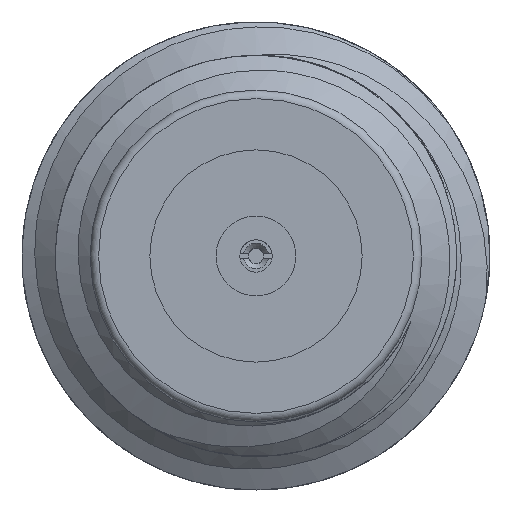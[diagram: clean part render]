
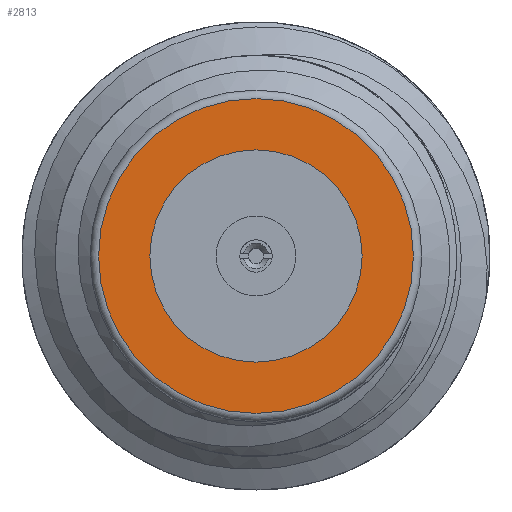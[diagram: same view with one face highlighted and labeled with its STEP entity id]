
A CAD part, left-side view. The second image highlights one B-rep face of the part: STEP entity #2813.
In plain terms, the highlighted planar face has unit normal (-1, 0, 0).
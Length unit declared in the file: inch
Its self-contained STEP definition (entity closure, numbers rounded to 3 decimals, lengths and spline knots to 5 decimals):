
#13 = CIRCLE ( 'NONE', #2191, 0.0927 ) ;
#223 = CARTESIAN_POINT ( 'NONE',  ( 0.00443, 0.0625, 0. ) ) ;
#292 = AXIS2_PLACEMENT_3D ( 'NONE', #1491, #810, #3028 ) ;
#294 = DIRECTION ( 'NONE',  ( 0., 0., 1. ) ) ;
#426 = ORIENTED_EDGE ( 'NONE', *, *, #3467, .T. ) ;
#785 = DIRECTION ( 'NONE',  ( 0., -1., 0. ) ) ;
#810 = DIRECTION ( 'NONE',  ( 1., 0., 0. ) ) ;
#1130 = CARTESIAN_POINT ( 'NONE',  ( 0.00443, 0., 0. ) ) ;
#1229 = EDGE_LOOP ( 'NONE', ( #426 ) ) ;
#1299 = CIRCLE ( 'NONE', #292, 0.0625 ) ;
#1491 = CARTESIAN_POINT ( 'NONE',  ( 0.00443, 0., 0. ) ) ;
#1770 = EDGE_CURVE ( 'NONE', #2561, #2561, #13, .T. ) ;
#2191 = AXIS2_PLACEMENT_3D ( 'NONE', #1130, #2952, #785 ) ;
#2531 = FACE_BOUND ( 'NONE', #1229, .T. ) ;
#2561 = VERTEX_POINT ( 'NONE', #4354 ) ;
#2813 = ADVANCED_FACE ( 'NONE', ( #2531, #2826 ), #4008, .T. ) ;
#2826 = FACE_OUTER_BOUND ( 'NONE', #4429, .T. ) ;
#2943 = AXIS2_PLACEMENT_3D ( 'NONE', #223, #3598, #294 ) ;
#2952 = DIRECTION ( 'NONE',  ( -1., 0., 0. ) ) ;
#3028 = DIRECTION ( 'NONE',  ( 0., 1., 0. ) ) ;
#3467 = EDGE_CURVE ( 'NONE', #3971, #3971, #1299, .T. ) ;
#3598 = DIRECTION ( 'NONE',  ( -1., 0., 0. ) ) ;
#3971 = VERTEX_POINT ( 'NONE', #4092 ) ;
#4008 = PLANE ( 'NONE',  #2943 ) ;
#4092 = CARTESIAN_POINT ( 'NONE',  ( 0.00443, 0.0625, 0. ) ) ;
#4354 = CARTESIAN_POINT ( 'NONE',  ( 0.00443, -0.0927, 0. ) ) ;
#4429 = EDGE_LOOP ( 'NONE', ( #4609 ) ) ;
#4609 = ORIENTED_EDGE ( 'NONE', *, *, #1770, .T. ) ;
